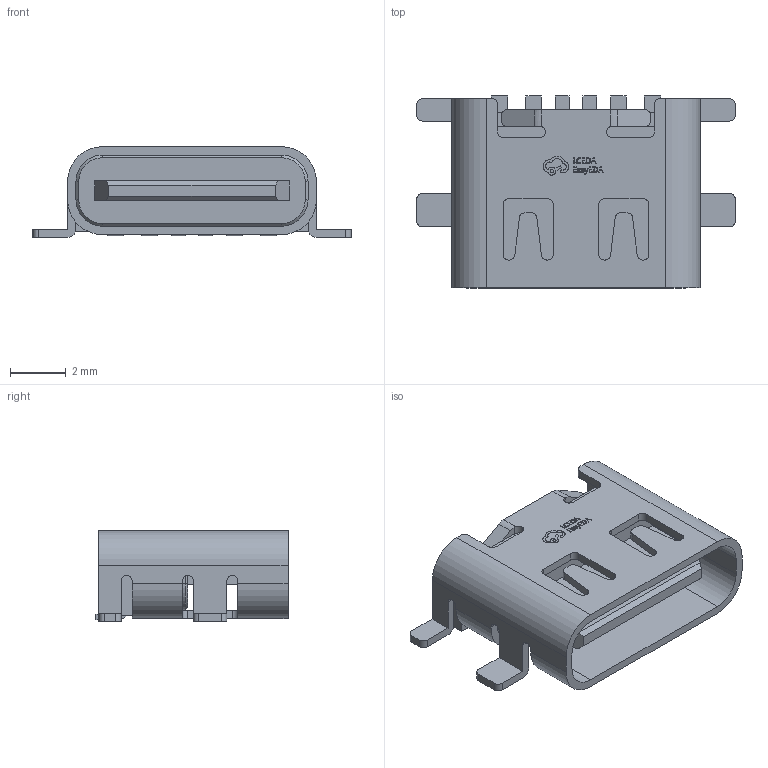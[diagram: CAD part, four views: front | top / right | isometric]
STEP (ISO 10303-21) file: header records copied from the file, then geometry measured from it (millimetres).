
FILE_DESCRIPTION (( 'STEP AP214' ), '1' );
FILE_NAME ('USB-C-SMD_TYPE-C-6P-QT073.step', '2022-07-15T09:24:51', ( '' ), ( '' ), 'SwSTEP 2.0', 'SolidWorks 2020', '' );
FILE_SCHEMA (( 'AUTOMOTIVE_DESIGN' ));
Length unit declared in the file: millimetre
Products named in the file (1): USB-C-SMD_TYPE-C-6P-QT073
Bounding box: 11.44 x 6.9 x 3.26 mm (x, y, z)
Volume: 109.1 mm3; surface area: 436.6 mm2
Topology: 15 solids, 15 shells, 506 faces, 1411 edges, 938 vertices
Faces by surface type: plane 306, bspline 112, cylinder 84, cone 4
Entity records: 22504 total; most frequent: CARTESIAN_POINT 4972, ORIENTED_EDGE 2822, DIRECTION 2143, EDGE_CURVE 1411, VECTOR 1005, LINE 1005, VERTEX_POINT 938, AXIS2_PLACEMENT_3D 569
